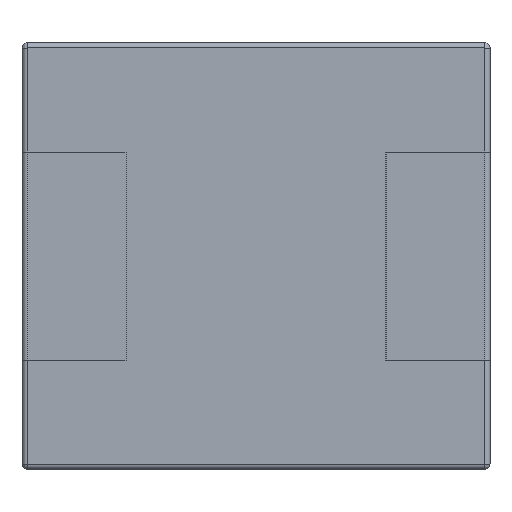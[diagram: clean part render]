
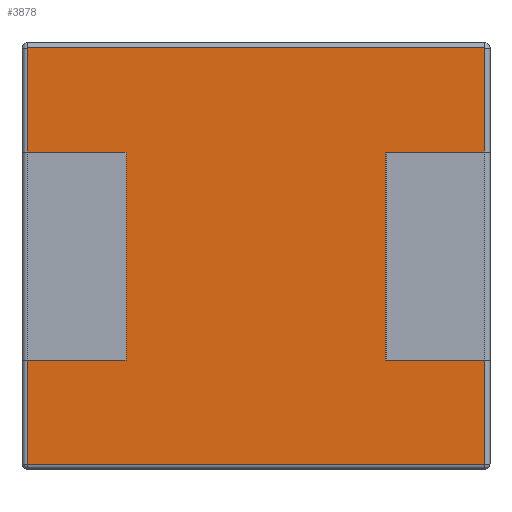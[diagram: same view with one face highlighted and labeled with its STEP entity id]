
A CAD part, front view. The second image highlights one B-rep face of the part: STEP entity #3878.
In plain terms, the highlighted planar face has unit normal (0, -1, 0).
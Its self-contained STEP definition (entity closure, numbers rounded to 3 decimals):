
#227 = EDGE_CURVE ( 'NONE', #9286, #4382, #7428, .T. ) ;
#229 = LINE ( 'NONE', #8347, #7595 ) ;
#303 = DIRECTION ( 'NONE',  ( 0., 0., 1. ) ) ;
#405 = CARTESIAN_POINT ( 'NONE',  ( 0., 0., -2. ) ) ;
#441 = ORIENTED_EDGE ( 'NONE', *, *, #4408, .T. ) ;
#693 = ORIENTED_EDGE ( 'NONE', *, *, #8955, .F. ) ;
#818 = VECTOR ( 'NONE', #5555, 1000. ) ;
#904 = LINE ( 'NONE', #5474, #6446 ) ;
#1044 = CARTESIAN_POINT ( 'NONE',  ( 2.2, 0., 1.5 ) ) ;
#1124 = VERTEX_POINT ( 'NONE', #10504 ) ;
#1228 = EDGE_CURVE ( 'NONE', #10626, #6044, #10618, .T. ) ;
#1286 = DIRECTION ( 'NONE',  ( -1., 0., 0. ) ) ;
#1518 = CARTESIAN_POINT ( 'NONE',  ( -2.2, 0., -1. ) ) ;
#1537 = LINE ( 'NONE', #4075, #10616 ) ;
#1791 = ORIENTED_EDGE ( 'NONE', *, *, #1228, .F. ) ;
#1809 = DIRECTION ( 'NONE',  ( 1., 0., 0. ) ) ;
#2310 = VECTOR ( 'NONE', #9458, 1000. ) ;
#2329 = DIRECTION ( 'NONE',  ( 0., 0., 1. ) ) ;
#2388 = VECTOR ( 'NONE', #1286, 1000. ) ;
#2620 = DIRECTION ( 'NONE',  ( 0., 0., -1. ) ) ;
#2723 = PLANE ( 'NONE',  #6556 ) ;
#2960 = DIRECTION ( 'NONE',  ( 0., 1., 0. ) ) ;
#2965 = DIRECTION ( 'NONE',  ( 0., 0., 1. ) ) ;
#3005 = DIRECTION ( 'NONE',  ( 1., 0., 0. ) ) ;
#3066 = LINE ( 'NONE', #405, #7788 ) ;
#3133 = VERTEX_POINT ( 'NONE', #4583 ) ;
#3259 = CARTESIAN_POINT ( 'NONE',  ( -1.25, 0., 1. ) ) ;
#3871 = VERTEX_POINT ( 'NONE', #4527 ) ;
#3878 = ADVANCED_FACE ( 'NONE', ( #7289 ), #2723, .F. ) ;
#4062 = CARTESIAN_POINT ( 'NONE',  ( 1.75, 0., -1. ) ) ;
#4075 = CARTESIAN_POINT ( 'NONE',  ( -2.2, 0., 0. ) ) ;
#4116 = ORIENTED_EDGE ( 'NONE', *, *, #5533, .F. ) ;
#4238 = CARTESIAN_POINT ( 'NONE',  ( -2.2, 0., 1. ) ) ;
#4257 = EDGE_CURVE ( 'NONE', #6044, #8413, #1537, .T. ) ;
#4373 = VERTEX_POINT ( 'NONE', #11523 ) ;
#4382 = VERTEX_POINT ( 'NONE', #4830 ) ;
#4408 = EDGE_CURVE ( 'NONE', #3871, #9286, #5670, .T. ) ;
#4527 = CARTESIAN_POINT ( 'NONE',  ( 1.25, 0., 1. ) ) ;
#4583 = CARTESIAN_POINT ( 'NONE',  ( 2.2, 0., -2. ) ) ;
#4758 = LINE ( 'NONE', #9159, #7214 ) ;
#4805 = VECTOR ( 'NONE', #5148, 1000. ) ;
#4830 = CARTESIAN_POINT ( 'NONE',  ( 2.2, 0., 2. ) ) ;
#4877 = CARTESIAN_POINT ( 'NONE',  ( 2.2, 0., -1. ) ) ;
#5148 = DIRECTION ( 'NONE',  ( -1., 0., 0. ) ) ;
#5157 = EDGE_LOOP ( 'NONE', ( #9348, #11398, #6769, #9645, #4116, #441, #8359, #10635, #7764, #1791, #7801, #693 ) ) ;
#5241 = CARTESIAN_POINT ( 'NONE',  ( 2.2, 0., -1.5 ) ) ;
#5433 = VERTEX_POINT ( 'NONE', #4877 ) ;
#5474 = CARTESIAN_POINT ( 'NONE',  ( 0., 0., -1. ) ) ;
#5533 = EDGE_CURVE ( 'NONE', #3871, #5764, #10972, .T. ) ;
#5555 = DIRECTION ( 'NONE',  ( 1., 0., 0. ) ) ;
#5670 = LINE ( 'NONE', #5726, #818 ) ;
#5726 = CARTESIAN_POINT ( 'NONE',  ( 1.75, 0., 1. ) ) ;
#5764 = VERTEX_POINT ( 'NONE', #11543 ) ;
#6044 = VERTEX_POINT ( 'NONE', #4238 ) ;
#6409 = VECTOR ( 'NONE', #2620, 1000. ) ;
#6446 = VECTOR ( 'NONE', #1809, 1000. ) ;
#6556 = AXIS2_PLACEMENT_3D ( 'NONE', #10349, #2960, #303 ) ;
#6769 = ORIENTED_EDGE ( 'NONE', *, *, #8901, .T. ) ;
#7025 = VECTOR ( 'NONE', #11671, 1000. ) ;
#7163 = CARTESIAN_POINT ( 'NONE',  ( 2.2, 0., 1. ) ) ;
#7214 = VECTOR ( 'NONE', #2965, 1000. ) ;
#7289 = FACE_OUTER_BOUND ( 'NONE', #5157, .T. ) ;
#7355 = EDGE_CURVE ( 'NONE', #5433, #5764, #10556, .T. ) ;
#7428 = LINE ( 'NONE', #1044, #2310 ) ;
#7595 = VECTOR ( 'NONE', #10158, 1000. ) ;
#7764 = ORIENTED_EDGE ( 'NONE', *, *, #4257, .F. ) ;
#7788 = VECTOR ( 'NONE', #3005, 1000. ) ;
#7801 = ORIENTED_EDGE ( 'NONE', *, *, #8615, .F. ) ;
#7909 = CARTESIAN_POINT ( 'NONE',  ( 0., 0., 1. ) ) ;
#7984 = VECTOR ( 'NONE', #8595, 1000. ) ;
#8000 = LINE ( 'NONE', #5241, #7025 ) ;
#8347 = CARTESIAN_POINT ( 'NONE',  ( 0., 0., 2. ) ) ;
#8359 = ORIENTED_EDGE ( 'NONE', *, *, #227, .T. ) ;
#8413 = VERTEX_POINT ( 'NONE', #8513 ) ;
#8513 = CARTESIAN_POINT ( 'NONE',  ( -2.2, 0., 2. ) ) ;
#8595 = DIRECTION ( 'NONE',  ( 0., 0., 1. ) ) ;
#8615 = EDGE_CURVE ( 'NONE', #1124, #10626, #4758, .T. ) ;
#8901 = EDGE_CURVE ( 'NONE', #3133, #5433, #8000, .T. ) ;
#8955 = EDGE_CURVE ( 'NONE', #11879, #1124, #904, .T. ) ;
#9106 = EDGE_CURVE ( 'NONE', #4373, #11879, #9556, .T. ) ;
#9159 = CARTESIAN_POINT ( 'NONE',  ( -1.25, 0., 0. ) ) ;
#9286 = VERTEX_POINT ( 'NONE', #7163 ) ;
#9348 = ORIENTED_EDGE ( 'NONE', *, *, #9106, .F. ) ;
#9458 = DIRECTION ( 'NONE',  ( 0., 0., 1. ) ) ;
#9462 = EDGE_CURVE ( 'NONE', #4373, #3133, #3066, .T. ) ;
#9549 = EDGE_CURVE ( 'NONE', #4382, #8413, #229, .T. ) ;
#9556 = LINE ( 'NONE', #9612, #7984 ) ;
#9612 = CARTESIAN_POINT ( 'NONE',  ( -2.2, 0., 0. ) ) ;
#9645 = ORIENTED_EDGE ( 'NONE', *, *, #7355, .T. ) ;
#10011 = CARTESIAN_POINT ( 'NONE',  ( 1.25, 0., 0. ) ) ;
#10158 = DIRECTION ( 'NONE',  ( -1., 0., 0. ) ) ;
#10349 = CARTESIAN_POINT ( 'NONE',  ( -2.2, 0., -2. ) ) ;
#10504 = CARTESIAN_POINT ( 'NONE',  ( -1.25, 0., -1. ) ) ;
#10556 = LINE ( 'NONE', #4062, #2388 ) ;
#10616 = VECTOR ( 'NONE', #2329, 1000. ) ;
#10618 = LINE ( 'NONE', #7909, #4805 ) ;
#10626 = VERTEX_POINT ( 'NONE', #3259 ) ;
#10635 = ORIENTED_EDGE ( 'NONE', *, *, #9549, .T. ) ;
#10972 = LINE ( 'NONE', #10011, #6409 ) ;
#11398 = ORIENTED_EDGE ( 'NONE', *, *, #9462, .T. ) ;
#11523 = CARTESIAN_POINT ( 'NONE',  ( -2.2, 0., -2. ) ) ;
#11543 = CARTESIAN_POINT ( 'NONE',  ( 1.25, 0., -1. ) ) ;
#11671 = DIRECTION ( 'NONE',  ( 0., 0., 1. ) ) ;
#11879 = VERTEX_POINT ( 'NONE', #1518 ) ;
